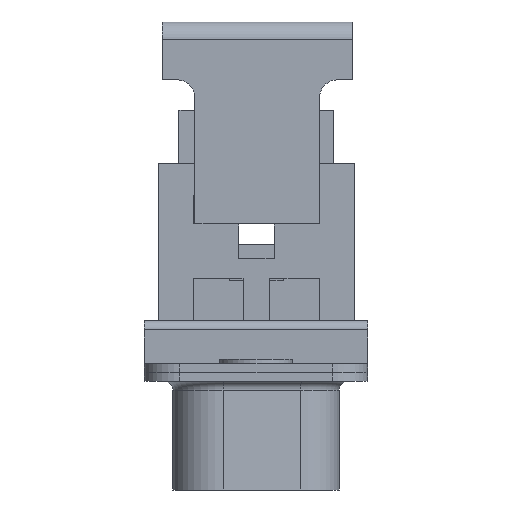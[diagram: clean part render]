
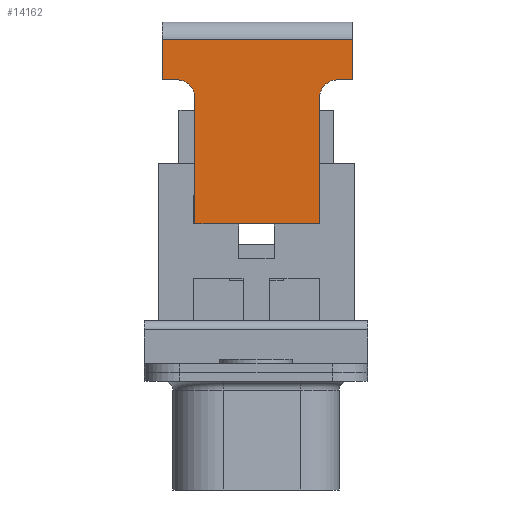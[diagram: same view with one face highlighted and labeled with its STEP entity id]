
A CAD part, left-side view. The second image highlights one B-rep face of the part: STEP entity #14162.
In plain terms, the highlighted planar face has unit normal (-1, 0, 0).
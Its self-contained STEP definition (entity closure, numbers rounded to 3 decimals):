
#856=CIRCLE('',#14999,1.);
#857=CIRCLE('',#15000,1.);
#1734=VERTEX_POINT('',#21504);
#1735=VERTEX_POINT('',#21506);
#1750=VERTEX_POINT('',#21541);
#1751=VERTEX_POINT('',#21542);
#1796=VERTEX_POINT('',#21646);
#1797=VERTEX_POINT('',#21651);
#1798=VERTEX_POINT('',#21657);
#1799=VERTEX_POINT('',#21659);
#1800=VERTEX_POINT('',#21661);
#1801=VERTEX_POINT('',#21663);
#3407=VECTOR('',#17354,1.);
#3423=VECTOR('',#17376,1.);
#3474=VECTOR('',#17439,1.);
#3476=VECTOR('',#17442,1.);
#3478=VECTOR('',#17447,1.);
#3479=VECTOR('',#17450,1.);
#3480=VECTOR('',#17451,1.);
#3481=VECTOR('',#17452,1.);
#5132=LINE('',#21505,#3407);
#5148=LINE('',#21540,#3423);
#5199=LINE('',#21647,#3474);
#5201=LINE('',#21650,#3476);
#5203=LINE('',#21655,#3478);
#5204=LINE('',#21658,#3479);
#5205=LINE('',#21660,#3480);
#5206=LINE('',#21662,#3481);
#6939=EDGE_CURVE('',#1734,#1735,#5132,.T.);
#6957=EDGE_CURVE('',#1750,#1751,#5148,.T.);
#7011=EDGE_CURVE('',#1750,#1796,#5199,.T.);
#7013=EDGE_CURVE('',#1735,#1797,#5201,.T.);
#7016=EDGE_CURVE('',#1796,#1797,#5203,.T.);
#7017=EDGE_CURVE('',#1734,#1798,#856,.T.);
#7018=EDGE_CURVE('',#1799,#1798,#5204,.T.);
#7019=EDGE_CURVE('',#1799,#1800,#5205,.T.);
#7020=EDGE_CURVE('',#1800,#1801,#5206,.T.);
#7021=EDGE_CURVE('',#1801,#1751,#857,.T.);
#10271=ORIENTED_EDGE('',*,*,#7011,.T.);
#10272=ORIENTED_EDGE('',*,*,#7016,.T.);
#10273=ORIENTED_EDGE('',*,*,#7013,.F.);
#10274=ORIENTED_EDGE('',*,*,#6939,.F.);
#10275=ORIENTED_EDGE('',*,*,#7017,.T.);
#10276=ORIENTED_EDGE('',*,*,#7018,.F.);
#10277=ORIENTED_EDGE('',*,*,#7019,.T.);
#10278=ORIENTED_EDGE('',*,*,#7020,.T.);
#10279=ORIENTED_EDGE('',*,*,#7021,.T.);
#10280=ORIENTED_EDGE('',*,*,#6957,.F.);
#12435=EDGE_LOOP('',(#10271,#10272,#10273,#10274,#10275,#10276,#10277,#10278,
#10279,#10280));
#13362=FACE_BOUND('',#12435,.T.);
#14162=ADVANCED_FACE('',(#13362),#23690,.T.);
#14998=AXIS2_PLACEMENT_3D('',#21654,#17446,$);
#14999=AXIS2_PLACEMENT_3D('',#21656,#17448,#17449);
#15000=AXIS2_PLACEMENT_3D('',#21664,#17453,#17454);
#17354=DIRECTION('',(0.,1.,0.));
#17376=DIRECTION('',(0.,1.,0.));
#17439=DIRECTION('',(0.,0.,1.));
#17442=DIRECTION('',(0.,0.,1.));
#17446=DIRECTION('',(-1.,0.,0.));
#17447=DIRECTION('',(0.,1.,0.));
#17448=DIRECTION('',(1.,0.,0.));
#17449=DIRECTION('',(0.,0.,1.));
#17450=DIRECTION('',(0.,0.,1.));
#17451=DIRECTION('',(0.,-1.,0.));
#17452=DIRECTION('',(0.,0.,1.));
#17453=DIRECTION('',(1.,0.,0.));
#17454=DIRECTION('',(0.,0.,1.));
#21504=CARTESIAN_POINT('',(-20.45,4.5,-1.625));
#21505=CARTESIAN_POINT('',(-20.45,4.5,-1.625));
#21506=CARTESIAN_POINT('',(-20.45,5.35,-1.625));
#21540=CARTESIAN_POINT('',(-20.45,-5.35,-1.625));
#21541=CARTESIAN_POINT('',(-20.45,-5.35,-1.625));
#21542=CARTESIAN_POINT('',(-20.45,-4.5,-1.625));
#21646=CARTESIAN_POINT('',(-20.45,-5.35,0.625));
#21647=CARTESIAN_POINT('',(-20.45,-5.35,-1.625));
#21650=CARTESIAN_POINT('',(-20.45,5.35,-1.625));
#21651=CARTESIAN_POINT('',(-20.45,5.35,0.625));
#21654=CARTESIAN_POINT('',(-20.45,-5.35,-1.625));
#21655=CARTESIAN_POINT('',(-20.45,-5.35,0.625));
#21656=CARTESIAN_POINT('',(-20.45,4.5,-2.625));
#21657=CARTESIAN_POINT('',(-20.45,3.5,-2.625));
#21658=CARTESIAN_POINT('',(-20.45,3.5,-9.725));
#21659=CARTESIAN_POINT('',(-20.45,3.5,-9.725));
#21660=CARTESIAN_POINT('',(-20.45,3.5,-9.725));
#21661=CARTESIAN_POINT('',(-20.45,-3.5,-9.725));
#21662=CARTESIAN_POINT('',(-20.45,-3.5,-9.725));
#21663=CARTESIAN_POINT('',(-20.45,-3.5,-2.625));
#21664=CARTESIAN_POINT('',(-20.45,-4.5,-2.625));
#23690=PLANE('',#14998);
